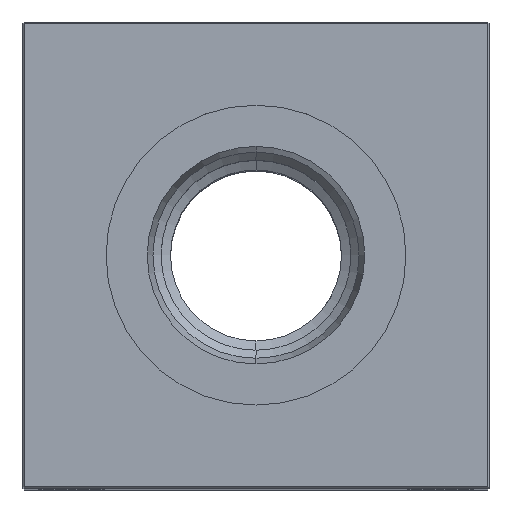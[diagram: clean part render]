
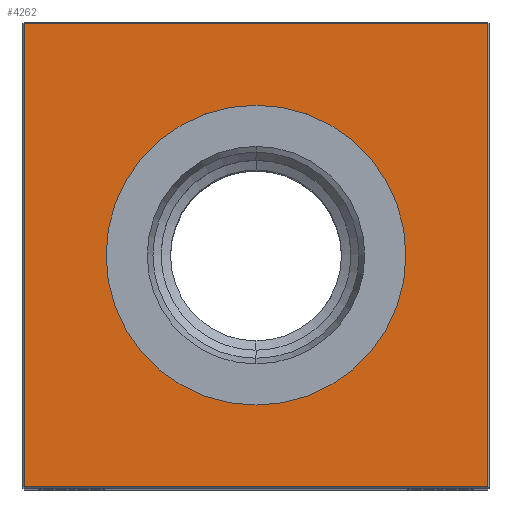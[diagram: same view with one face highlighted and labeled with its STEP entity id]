
A CAD part, top view. The second image highlights one B-rep face of the part: STEP entity #4262.
In plain terms, the highlighted planar face has unit normal (0, 0, 1).
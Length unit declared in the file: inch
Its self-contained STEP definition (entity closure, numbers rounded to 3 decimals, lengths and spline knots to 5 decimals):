
#491 = CARTESIAN_POINT ( 'NONE',  ( -1.49, 1.49, 6.25 ) ) ;
#835 = DIRECTION ( 'NONE',  ( -1., 0., 0. ) ) ;
#1833 = AXIS2_PLACEMENT_3D ( 'NONE', #9527, #24253, #19677 ) ;
#2730 = CARTESIAN_POINT ( 'NONE',  ( 1.49, -1.49, 6.25 ) ) ;
#3135 = LINE ( 'NONE', #25582, #25441 ) ;
#3375 = CARTESIAN_POINT ( 'NONE',  ( 0., 1.49, 6.25 ) ) ;
#3895 = EDGE_CURVE ( 'NONE', #12890, #3968, #3135, .T. ) ;
#3948 = LINE ( 'NONE', #12603, #19784 ) ;
#3968 = VERTEX_POINT ( 'NONE', #14869 ) ;
#4262 = ADVANCED_FACE ( 'NONE', ( #11275, #19536 ), #14930, .F. ) ;
#4818 = ORIENTED_EDGE ( 'NONE', *, *, #11859, .T. ) ;
#4927 = DIRECTION ( 'NONE',  ( -1., 0., 0. ) ) ;
#5013 = LINE ( 'NONE', #3375, #6969 ) ;
#6727 = CARTESIAN_POINT ( 'NONE',  ( 0., -1.49, 6.25 ) ) ;
#6969 = VECTOR ( 'NONE', #835, 39.37008 ) ;
#8365 = EDGE_LOOP ( 'NONE', ( #13647, #4818, #23333, #11349 ) ) ;
#8426 = EDGE_LOOP ( 'NONE', ( #24187, #19610 ) ) ;
#8696 = CARTESIAN_POINT ( 'NONE',  ( 0., -0.96457, 6.25 ) ) ;
#8746 = VERTEX_POINT ( 'NONE', #26752 ) ;
#9486 = DIRECTION ( 'NONE',  ( 0., 0., -1. ) ) ;
#9527 = CARTESIAN_POINT ( 'NONE',  ( 0., 0., 6.25 ) ) ;
#9807 = VERTEX_POINT ( 'NONE', #491 ) ;
#10454 = EDGE_CURVE ( 'NONE', #3968, #9807, #5013, .T. ) ;
#11275 = FACE_OUTER_BOUND ( 'NONE', #8365, .T. ) ;
#11349 = ORIENTED_EDGE ( 'NONE', *, *, #10454, .T. ) ;
#11625 = DIRECTION ( 'NONE',  ( 0., 1., 0. ) ) ;
#11859 = EDGE_CURVE ( 'NONE', #23751, #12890, #22960, .T. ) ;
#12603 = CARTESIAN_POINT ( 'NONE',  ( -1.49, 0., 6.25 ) ) ;
#12695 = EDGE_CURVE ( 'NONE', #9807, #23751, #3948, .T. ) ;
#12775 = CARTESIAN_POINT ( 'NONE',  ( 0., 0., 6.25 ) ) ;
#12890 = VERTEX_POINT ( 'NONE', #2730 ) ;
#13045 = DIRECTION ( 'NONE',  ( 0., 0., -1. ) ) ;
#13502 = CIRCLE ( 'NONE', #1833, 0.96457 ) ;
#13647 = ORIENTED_EDGE ( 'NONE', *, *, #12695, .T. ) ;
#14869 = CARTESIAN_POINT ( 'NONE',  ( 1.49, 1.49, 6.25 ) ) ;
#14930 = PLANE ( 'NONE',  #22850 ) ;
#15000 = CARTESIAN_POINT ( 'NONE',  ( -1.49, -1.49, 6.25 ) ) ;
#15190 = EDGE_CURVE ( 'NONE', #8746, #23496, #19533, .T. ) ;
#15621 = VECTOR ( 'NONE', #20658, 39.37008 ) ;
#16549 = EDGE_CURVE ( 'NONE', #23496, #8746, #13502, .T. ) ;
#19533 = CIRCLE ( 'NONE', #21248, 0.96457 ) ;
#19536 = FACE_BOUND ( 'NONE', #8426, .T. ) ;
#19610 = ORIENTED_EDGE ( 'NONE', *, *, #16549, .T. ) ;
#19677 = DIRECTION ( 'NONE',  ( -1., 0., 0. ) ) ;
#19784 = VECTOR ( 'NONE', #25024, 39.37008 ) ;
#20658 = DIRECTION ( 'NONE',  ( 1., 0., 0. ) ) ;
#21026 = DIRECTION ( 'NONE',  ( -1., 0., 0. ) ) ;
#21248 = AXIS2_PLACEMENT_3D ( 'NONE', #21807, #9486, #21026 ) ;
#21807 = CARTESIAN_POINT ( 'NONE',  ( 0., 0., 6.25 ) ) ;
#22850 = AXIS2_PLACEMENT_3D ( 'NONE', #12775, #13045, #4927 ) ;
#22960 = LINE ( 'NONE', #6727, #15621 ) ;
#23333 = ORIENTED_EDGE ( 'NONE', *, *, #3895, .T. ) ;
#23496 = VERTEX_POINT ( 'NONE', #8696 ) ;
#23751 = VERTEX_POINT ( 'NONE', #15000 ) ;
#24187 = ORIENTED_EDGE ( 'NONE', *, *, #15190, .T. ) ;
#24253 = DIRECTION ( 'NONE',  ( 0., 0., -1. ) ) ;
#25024 = DIRECTION ( 'NONE',  ( 0., -1., 0. ) ) ;
#25441 = VECTOR ( 'NONE', #11625, 39.37008 ) ;
#25582 = CARTESIAN_POINT ( 'NONE',  ( 1.49, 0., 6.25 ) ) ;
#26752 = CARTESIAN_POINT ( 'NONE',  ( 0., 0.96457, 6.25 ) ) ;
